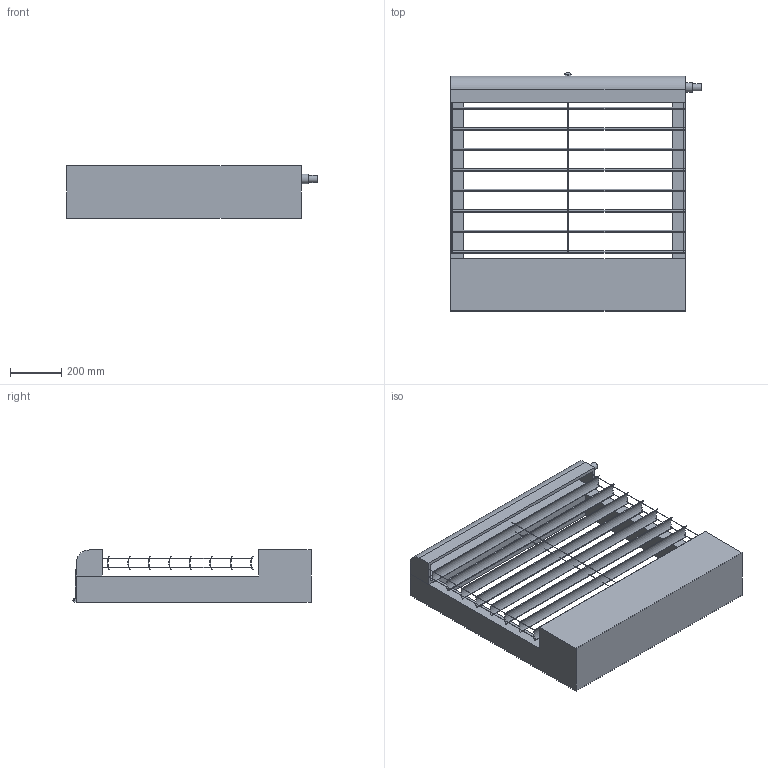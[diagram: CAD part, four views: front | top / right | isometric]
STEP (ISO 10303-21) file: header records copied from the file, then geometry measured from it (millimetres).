
FILE_DESCRIPTION(/* description */ (''),/* implementation_level */ '2;1');
FILE_NAME(/* name */ 'EGR314 Team 305 Blinds Demo.step',/* time_stamp */ '2023-11-22T16:35:39-07:00',/* author */ (''),/* organization */ (''),/* preprocessor_version */ 'ST-DEVELOPER v20',/* originating_system */ 'Autodesk Translation Framework v12.14.0.127',/* authorisation */ '');
FILE_SCHEMA (('AUTOMOTIVE_DESIGN { 1 0 10303 214 3 1 1 }'));
Length unit declared in the file: inch
Products named in the file (2): Blinds Demo; Motor
Assembly tree (1 placements, depth 2):
  Blinds Demo
    Motor
Bounding box: 977.65 x 927.1 x 203.2 mm (x, y, z)
Volume: 57729414 mm3; surface area: 2937956.9 mm2
Topology: 19 solids, 19 shells, 114 faces, 216 edges, 143 vertices
Faces by surface type: plane 62, cylinder 50, torus 2
Full cylindrical faces by diameter (mm): 1.27 x7, 6 x1, 12 x1, 12.7 x1, 28 x1, 37 x1
Entity records: 2972 total; most frequent: DIRECTION 551, CARTESIAN_POINT 476, ORIENTED_EDGE 432, AXIS2_PLACEMENT_3D 218, EDGE_CURVE 216, VERTEX_POINT 143, EDGE_LOOP 121, LINE 115
